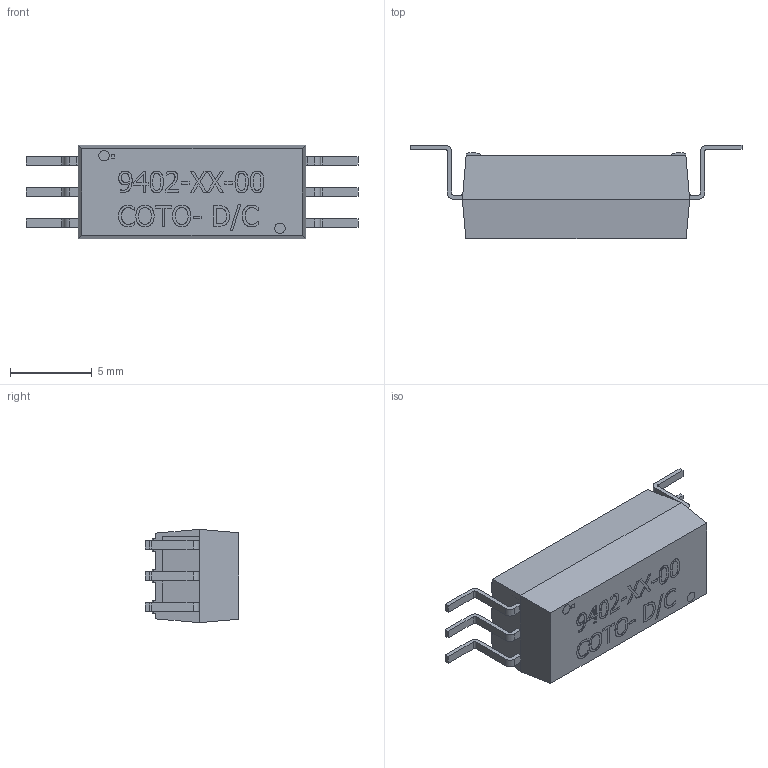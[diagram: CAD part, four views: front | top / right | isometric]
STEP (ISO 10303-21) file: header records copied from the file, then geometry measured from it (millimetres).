
FILE_DESCRIPTION((''),'2;1');
FILE_NAME('9402- G (A).stp','2013-06-04T16:17:16',('odafonseca'),(''),'Autodesk Inventor 2013','Autodesk Inventor 2013','');
FILE_SCHEMA(('AUTOMOTIVE_DESIGN { 1 0 10303 214 1 1 1 1 }'));
Length unit declared in the file: inch
Products named in the file (1): 9402- G (A)
Bounding box: 20.33 x 5.72 x 5.71 mm (x, y, z)
Volume: 237 mm3; surface area: 609.4 mm2
Topology: 1 solids, 2 shells, 377 faces, 1012 edges, 676 vertices
Faces by surface type: plane 205, bspline 134, cylinder 38
Full cylindrical faces by diameter (mm): 0.635 x2, 2.54 x2
Entity records: 12813 total; most frequent: CARTESIAN_POINT 3800, ORIENTED_EDGE 2008, DIRECTION 1304, EDGE_CURVE 1004, VERTEX_POINT 668, VECTOR 664, LINE 664, EDGE_LOOP 414
